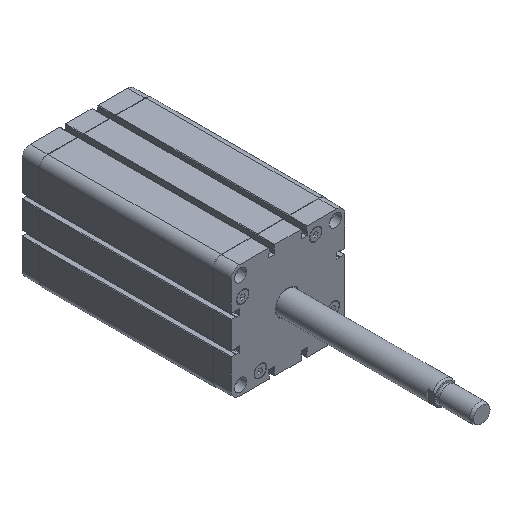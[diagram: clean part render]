
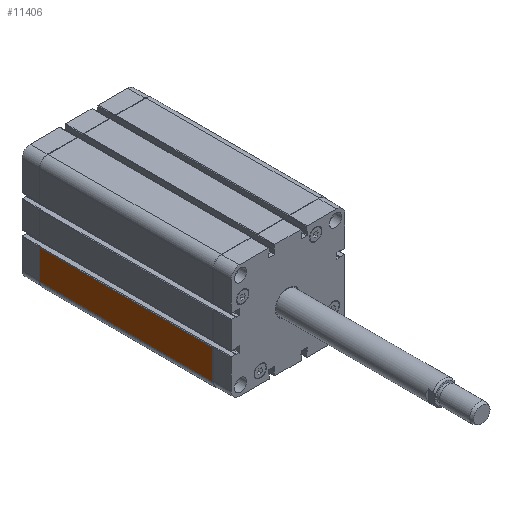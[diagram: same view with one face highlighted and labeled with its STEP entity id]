
A CAD part, isometric view. The second image highlights one B-rep face of the part: STEP entity #11406.
In plain terms, the highlighted planar face has unit normal (-1, 0, 0).
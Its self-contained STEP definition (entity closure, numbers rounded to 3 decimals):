
#7530=CARTESIAN_POINT('',(-62.,94.0,-53.));
#7531=VERTEX_POINT('',#7530);
#7539=CARTESIAN_POINT('',(-62.,94.0,-20.75));
#7540=VERTEX_POINT('',#7539);
#7541=CARTESIAN_POINT('',(-62.,94.0,-20.75));
#7542=DIRECTION('',(0.0,0.0,-1.0));
#7543=VECTOR('',#7542,32.25);
#7544=LINE('',#7541,#7543);
#7545=EDGE_CURVE('',#7540,#7531,#7544,.T.);
#9262=CARTESIAN_POINT('',(-62.,-94.0,-20.75));
#9263=VERTEX_POINT('',#9262);
#9271=CARTESIAN_POINT('',(-62.,-94.0,-53.));
#9272=VERTEX_POINT('',#9271);
#9273=CARTESIAN_POINT('',(-62.,-94.0,-53.));
#9274=DIRECTION('',(0.0,0.0,1.0));
#9275=VECTOR('',#9274,32.25);
#9276=LINE('',#9273,#9275);
#9277=EDGE_CURVE('',#9272,#9263,#9276,.T.);
#11379=CARTESIAN_POINT('',(-62.,-94.0,-20.75));
#11380=DIRECTION('',(0.0,1.0,0.0));
#11381=VECTOR('',#11380,188.0);
#11382=LINE('',#11379,#11381);
#11383=EDGE_CURVE('',#9263,#7540,#11382,.T.);
#11390=CARTESIAN_POINT('',(-62.,0.0,-20.75));
#11391=DIRECTION('',(-1.0,0.0,0.0));
#11392=DIRECTION('',(0.0,0.0,1.0));
#11393=AXIS2_PLACEMENT_3D('',#11390,#11391,#11392);
#11394=PLANE('',#11393);
#11395=ORIENTED_EDGE('',*,*,#7545,.T.);
#11396=CARTESIAN_POINT('',(-62.,-94.0,-53.));
#11397=DIRECTION('',(0.0,1.0,0.0));
#11398=VECTOR('',#11397,188.0);
#11399=LINE('',#11396,#11398);
#11400=EDGE_CURVE('',#9272,#7531,#11399,.T.);
#11401=ORIENTED_EDGE('',*,*,#11400,.F.);
#11402=ORIENTED_EDGE('',*,*,#9277,.T.);
#11403=ORIENTED_EDGE('',*,*,#11383,.T.);
#11404=EDGE_LOOP('',(#11395,#11401,#11402,#11403));
#11405=FACE_OUTER_BOUND('',#11404,.T.);
#11406=ADVANCED_FACE('',(#11405),#11394,.T.);
